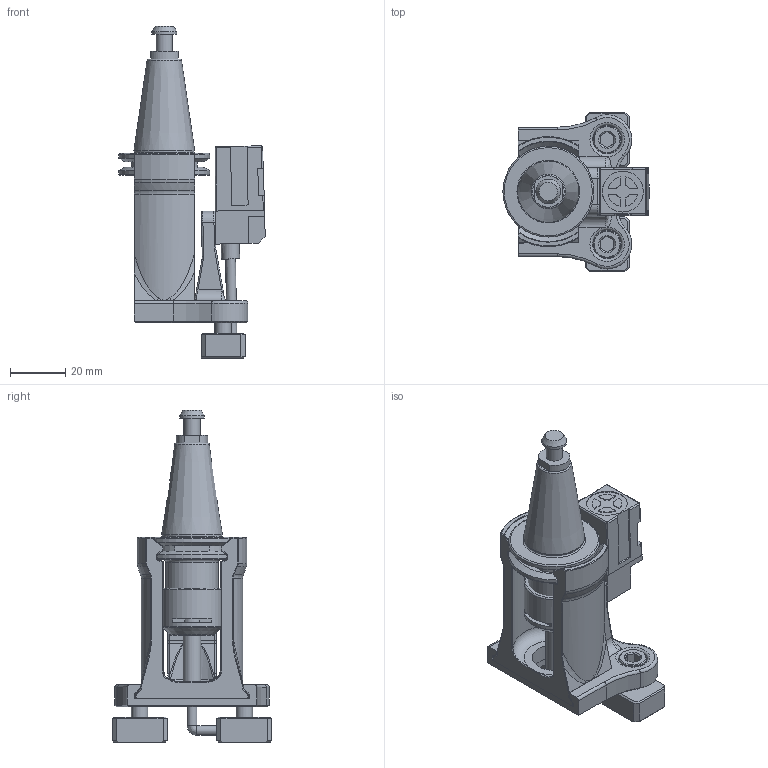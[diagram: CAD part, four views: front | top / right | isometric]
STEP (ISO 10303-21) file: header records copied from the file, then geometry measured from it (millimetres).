
FILE_DESCRIPTION(/* description */ (''),/* implementation_level */ '2;1');
FILE_NAME(/* name */ 'ISO20 Tool Holder Shapeoko 5 Pro.step',/* time_stamp */ '2024-10-02T01:38:52-05:00',/* author */ (''),/* organization */ (''),/* preprocessor_version */ 'ST-DEVELOPER v20',/* originating_system */ 'Autodesk Translation Framework v13.20.0.188',/* authorisation */ '');
FILE_SCHEMA (('AUTOMOTIVE_DESIGN { 1 0 10303 214 3 1 1 }'));
Length unit declared in the file: inch
Products named in the file (15): ISO20 Vertical Latch Holder; ISO 20 ER16 Holder; Pull Stud; ER16 Nut; Cutting Bits; Probe Pin; Vertical Latch Rev B; PL-08N Proximity Sensor; Latch B Base; Latch Removable Clip; 94459A130_Heat-Set Inserts for Plastic; Tees Nut M6; Tees Nut M6_1; 90592A016_NO THREADS_Steel Hex Nut; 91290A318_NO THREADS_Alloy Steel Socket Head Screw
Assembly tree (16 placements, depth 4):
  ISO20 Vertical Latch Holder
    ISO 20 ER16 Holder
      Pull Stud
      ER16 Nut
      Cutting Bits
        Probe Pin
    Vertical Latch Rev B
      PL-08N Proximity Sensor
      Latch B Base
      Latch Removable Clip
      94459A130_Heat-Set Inserts for Plastic  x2
      Tees Nut M6
      Tees Nut M6_1
        90592A016_NO THREADS_Steel Hex Nut
      91290A318_NO THREADS_Alloy Steel Socket Head Screw  x2
Bounding box: 53.13 x 58 x 120.61 mm (x, y, z)
Volume: 61414.6 mm3; surface area: 36799 mm2
Topology: 16 solids, 16 shells, 869 faces, 2286 edges, 1461 vertices
Faces by surface type: bspline 300, plane 232, cylinder 219, cone 62, torus 48, sphere 8
Full cylindrical faces by diameter (mm): 2.35 x10, 3 x14, 3.6 x2, 3.705 x4, 3.9 x2, 4.15 x2, 6 x4, 6.35 x1, 6.5 x2, 6.6 x1, 7 x4, 8 x1, 8.5 x1, 9 x1, 10 x2, 10.5 x2, 12 x1, 14.85 x1, 16 x2, 17.777 x1, 18.915 x1, 21.75 x1, 22 x1, 33 x2
Entity records: 31217 total; most frequent: CARTESIAN_POINT 15969, ORIENTED_EDGE 3352, DIRECTION 2821, EDGE_CURVE 1676, AXIS2_PLACEMENT_3D 1090, VERTEX_POINT 1063, EDGE_LOOP 711, FACE_OUTER_BOUND 661
